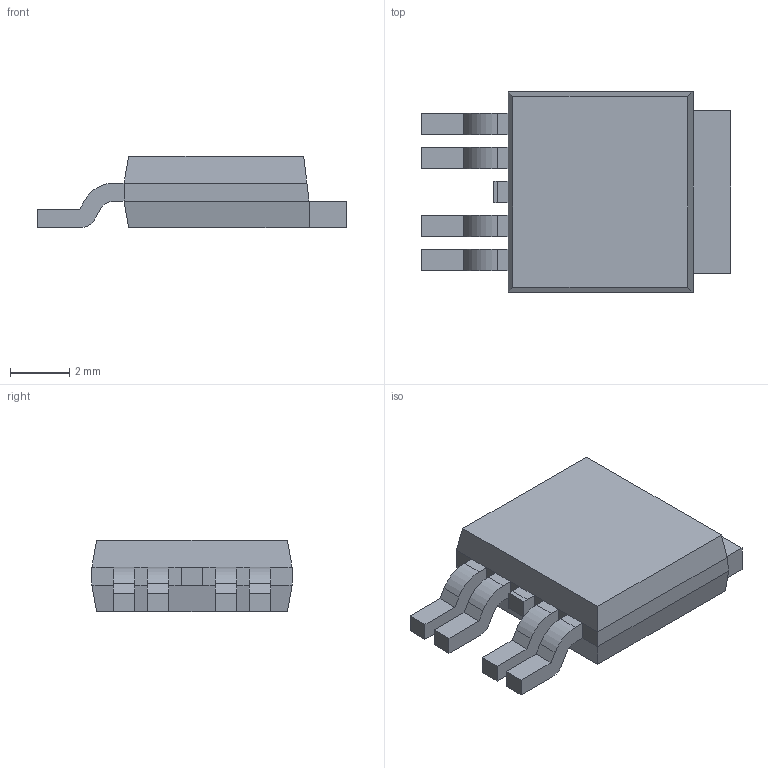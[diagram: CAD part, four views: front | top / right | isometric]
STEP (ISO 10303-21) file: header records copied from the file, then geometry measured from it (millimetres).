
FILE_DESCRIPTION(('Open CASCADE Model'),'2;1');
FILE_NAME('Open CASCADE Shape Model','2017-03-30T09:54:35',('Author'),( 'Open CASCADE'),'Open CASCADE STEP processor 6.7','Open CASCADE 6.7' ,'Unknown');
FILE_SCHEMA(('AUTOMOTIVE_DESIGN_CC2 { 1 2 10303 214 -1 1 5 4 }'));
Length unit declared in the file: millimetre
Products named in the file (1): Open CASCADE STEP translator 6.7 1775
Bounding box: 10.41 x 6.73 x 2.39 mm (x, y, z)
Volume: 108.6 mm3; surface area: 190.5 mm2
Topology: 1 solids, 1 shells, 79 faces, 207 edges, 130 vertices
Faces by surface type: plane 65, cylinder 14
Entity records: 6902 total; most frequent: CARTESIAN_POINT 2259, DIRECTION 733, LINE 497, VECTOR 497, ORIENTED_EDGE 414, PCURVE 414, DEFINITIONAL_REPRESENTATION 414, EDGE_CURVE 207
